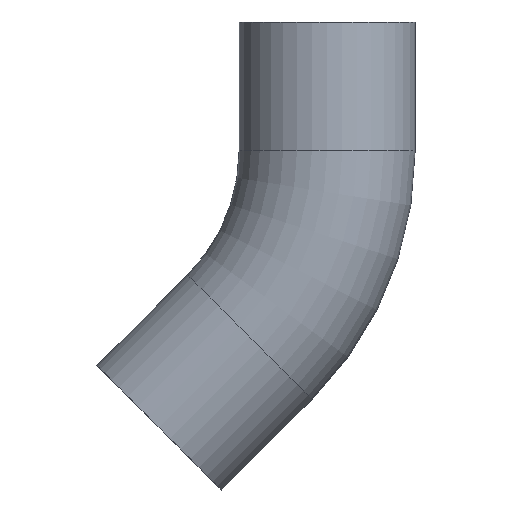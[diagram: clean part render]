
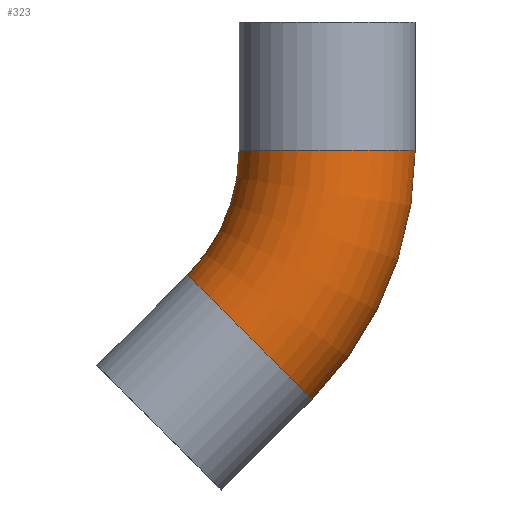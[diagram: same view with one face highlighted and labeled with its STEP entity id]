
A CAD part, front view. The second image highlights one B-rep face of the part: STEP entity #323.
In plain terms, the highlighted toroidal (fillet/blend) face has major radius 95.2 mm and minor radius 31.75 mm.
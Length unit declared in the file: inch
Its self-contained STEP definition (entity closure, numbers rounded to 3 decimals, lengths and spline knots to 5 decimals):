
#10 = VERTEX_POINT ( 'NONE', #161 ) ;
#42 = DIRECTION ( 'NONE',  ( 0., 0., -1. ) ) ;
#55 = DIRECTION ( 'NONE',  ( 0., 0., 1. ) ) ;
#74 = DIRECTION ( 'NONE',  ( 0., 0., -1. ) ) ;
#76 = DIRECTION ( 'NONE',  ( 0., -1., 0. ) ) ;
#77 = CIRCLE ( 'NONE', #98, 1.25 ) ;
#80 = AXIS2_PLACEMENT_3D ( 'NONE', #333, #76, #42 ) ;
#86 = DIRECTION ( 'NONE',  ( 0., -1., 0. ) ) ;
#91 = ORIENTED_EDGE ( 'NONE', *, *, #405, .T. ) ;
#95 = DIRECTION ( 'NONE',  ( 1., 0., 0. ) ) ;
#98 = AXIS2_PLACEMENT_3D ( 'NONE', #257, #55, #95 ) ;
#114 = FACE_OUTER_BOUND ( 'NONE', #173, .T. ) ;
#119 = DIRECTION ( 'NONE',  ( -0.707, 0., -0.707 ) ) ;
#139 = CARTESIAN_POINT ( 'NONE',  ( 4.99803, 0., 0. ) ) ;
#148 = CIRCLE ( 'NONE', #80, 4.99803 ) ;
#161 = CARTESIAN_POINT ( 'NONE',  ( 1.76638, 0., -1.76638 ) ) ;
#173 = EDGE_LOOP ( 'NONE', ( #403, #91, #324, #296 ) ) ;
#182 = CARTESIAN_POINT ( 'NONE',  ( 2.49803, 0., 0. ) ) ;
#184 = CARTESIAN_POINT ( 'NONE',  ( 3.53414, 0., -3.53414 ) ) ;
#186 = CIRCLE ( 'NONE', #188, 2.49803 ) ;
#188 = AXIS2_PLACEMENT_3D ( 'NONE', #349, #86, #249 ) ;
#195 = TOROIDAL_SURFACE ( 'NONE', #419, 3.74803, 1.25 ) ;
#201 = EDGE_CURVE ( 'NONE', #345, #326, #77, .T. ) ;
#238 = CARTESIAN_POINT ( 'NONE',  ( 0., 0., 0. ) ) ;
#246 = EDGE_CURVE ( 'NONE', #10, #345, #186, .T. ) ;
#249 = DIRECTION ( 'NONE',  ( 0., 0., -1. ) ) ;
#252 = EDGE_CURVE ( 'NONE', #344, #10, #374, .T. ) ;
#257 = CARTESIAN_POINT ( 'NONE',  ( 3.74803, 0., 0. ) ) ;
#271 = DIRECTION ( 'NONE',  ( 0., -1., 0. ) ) ;
#285 = DIRECTION ( 'NONE',  ( -0.707, 0., 0.707 ) ) ;
#296 = ORIENTED_EDGE ( 'NONE', *, *, #246, .F. ) ;
#321 = CARTESIAN_POINT ( 'NONE',  ( 2.65026, 0., -2.65026 ) ) ;
#323 = ADVANCED_FACE ( 'NONE', ( #114 ), #195, .T. ) ;
#324 = ORIENTED_EDGE ( 'NONE', *, *, #201, .F. ) ;
#326 = VERTEX_POINT ( 'NONE', #139 ) ;
#330 = AXIS2_PLACEMENT_3D ( 'NONE', #321, #119, #285 ) ;
#333 = CARTESIAN_POINT ( 'NONE',  ( 0., 0., 0. ) ) ;
#344 = VERTEX_POINT ( 'NONE', #184 ) ;
#345 = VERTEX_POINT ( 'NONE', #182 ) ;
#349 = CARTESIAN_POINT ( 'NONE',  ( 0., 0., 0. ) ) ;
#374 = CIRCLE ( 'NONE', #330, 1.25 ) ;
#403 = ORIENTED_EDGE ( 'NONE', *, *, #252, .F. ) ;
#405 = EDGE_CURVE ( 'NONE', #344, #326, #148, .T. ) ;
#419 = AXIS2_PLACEMENT_3D ( 'NONE', #238, #271, #74 ) ;
